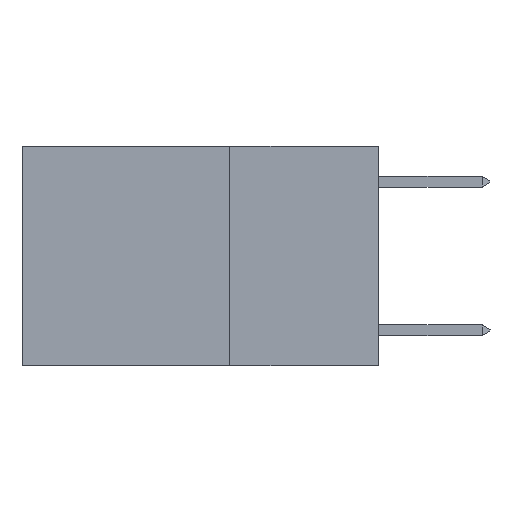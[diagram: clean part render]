
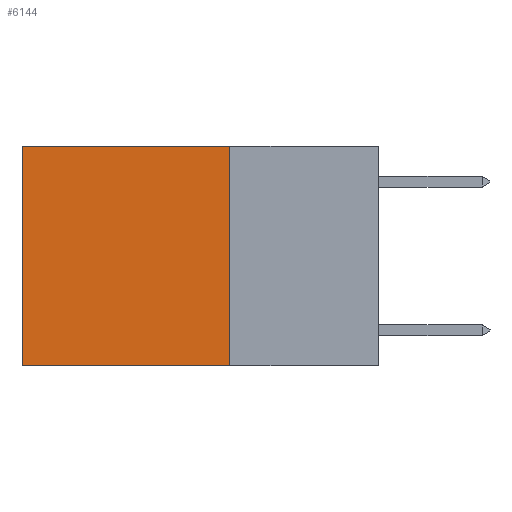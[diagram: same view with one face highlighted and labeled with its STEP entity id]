
A CAD part, left-side view. The second image highlights one B-rep face of the part: STEP entity #6144.
In plain terms, the highlighted planar face has unit normal (-1, 0, 0).
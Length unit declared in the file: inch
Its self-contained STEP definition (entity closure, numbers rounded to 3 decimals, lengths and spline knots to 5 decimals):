
#91 = CARTESIAN_POINT ( 'NONE',  ( 0.2625, 0.25, 0. ) ) ;
#300 = ORIENTED_EDGE ( 'NONE', *, *, #9307, .T. ) ;
#773 = DIRECTION ( 'NONE',  ( 0., 1., 0. ) ) ;
#1209 = CARTESIAN_POINT ( 'NONE',  ( 0.2625, 0.25, 0. ) ) ;
#1342 = LINE ( 'NONE', #91, #9738 ) ;
#1500 = ORIENTED_EDGE ( 'NONE', *, *, #3178, .T. ) ;
#2049 = DIRECTION ( 'NONE',  ( 1., 0., 0. ) ) ;
#2101 = EDGE_LOOP ( 'NONE', ( #1500, #6469, #4034, #300 ) ) ;
#2321 = DIRECTION ( 'NONE',  ( 0., 0., -1. ) ) ;
#2594 = CARTESIAN_POINT ( 'NONE',  ( 0.2625, 0.6, 0. ) ) ;
#2777 = AXIS2_PLACEMENT_3D ( 'NONE', #1209, #2049, #7750 ) ;
#2914 = VERTEX_POINT ( 'NONE', #5213 ) ;
#3178 = EDGE_CURVE ( 'NONE', #4025, #2914, #9791, .T. ) ;
#3273 = CARTESIAN_POINT ( 'NONE',  ( 0.2625, 0.25, -0.37 ) ) ;
#3920 = FACE_OUTER_BOUND ( 'NONE', #2101, .T. ) ;
#4025 = VERTEX_POINT ( 'NONE', #2594 ) ;
#4034 = ORIENTED_EDGE ( 'NONE', *, *, #6657, .F. ) ;
#4558 = EDGE_CURVE ( 'NONE', #8611, #2914, #6751, .T. ) ;
#5047 = VERTEX_POINT ( 'NONE', #7139 ) ;
#5137 = CARTESIAN_POINT ( 'NONE',  ( 0.2625, 0.25, -0.37 ) ) ;
#5213 = CARTESIAN_POINT ( 'NONE',  ( 0.2625, 0.6, -0.37 ) ) ;
#5260 = VECTOR ( 'NONE', #10038, 39.37008 ) ;
#5559 = CARTESIAN_POINT ( 'NONE',  ( 0.2625, 0.6, 0. ) ) ;
#6120 = PLANE ( 'NONE',  #2777 ) ;
#6144 = ADVANCED_FACE ( 'NONE', ( #3920 ), #6120, .F. ) ;
#6469 = ORIENTED_EDGE ( 'NONE', *, *, #4558, .F. ) ;
#6506 = VECTOR ( 'NONE', #773, 39.37008 ) ;
#6657 = EDGE_CURVE ( 'NONE', #5047, #8611, #1342, .T. ) ;
#6713 = DIRECTION ( 'NONE',  ( 0., 0., -1. ) ) ;
#6751 = LINE ( 'NONE', #3273, #6506 ) ;
#7139 = CARTESIAN_POINT ( 'NONE',  ( 0.2625, 0.25, 0. ) ) ;
#7422 = LINE ( 'NONE', #7601, #5260 ) ;
#7601 = CARTESIAN_POINT ( 'NONE',  ( 0.2625, 0.25, 0. ) ) ;
#7750 = DIRECTION ( 'NONE',  ( 0., 0., -1. ) ) ;
#8611 = VERTEX_POINT ( 'NONE', #5137 ) ;
#9307 = EDGE_CURVE ( 'NONE', #5047, #4025, #7422, .T. ) ;
#9551 = VECTOR ( 'NONE', #2321, 39.37008 ) ;
#9738 = VECTOR ( 'NONE', #6713, 39.37008 ) ;
#9791 = LINE ( 'NONE', #5559, #9551 ) ;
#10038 = DIRECTION ( 'NONE',  ( 0., 1., 0. ) ) ;
